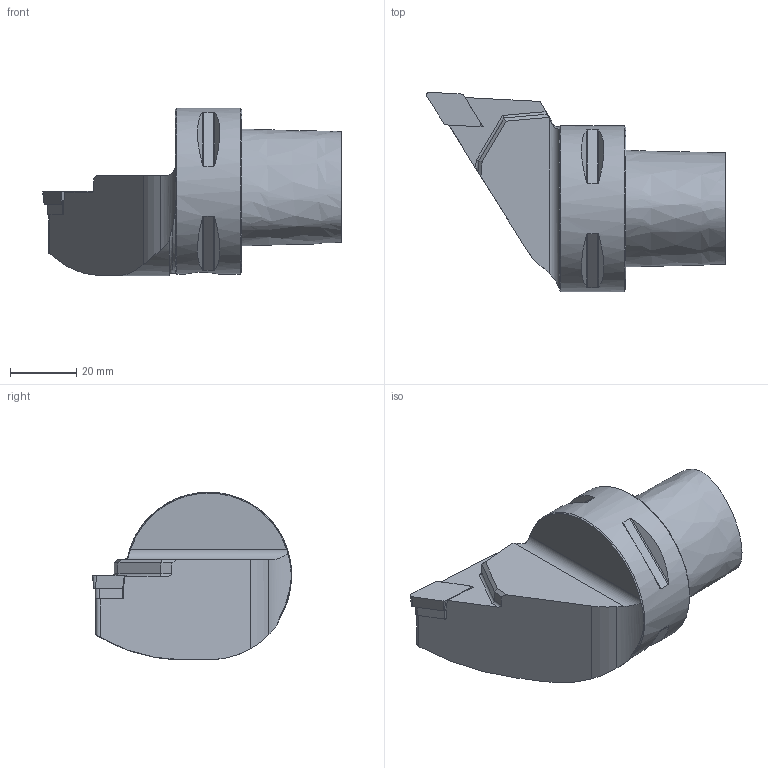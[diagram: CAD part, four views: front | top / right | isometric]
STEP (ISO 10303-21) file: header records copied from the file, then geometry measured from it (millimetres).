
FILE_DESCRIPTION(/* description */ (''),/* implementation_level */ '2;1');
FILE_NAME(/* name */ 'AC5 SDJCL 35060 11 H.stp',/* time_stamp */ '2024-12-09T16:21:26+03:00',/* author */ (''),/* organization */ (''),/* preprocessor_version */ 'ST-DEVELOPER v19.4',/* originating_system */ 'SIEMENS PLM Software NX2306.5001',/* authorisation */ '');
FILE_SCHEMA (('AUTOMOTIVE_DESIGN { 1 0 10303 214 3 1 1 1 }'));
Length unit declared in the file: millimetre
Products named in the file (1): AC5 SDJCR 35060 11 H-katalog_objects
Bounding box: 90 x 60 x 50.5 mm (x, y, z)
Volume: 94774.4 mm3; surface area: 14641.5 mm2
Topology: 2 solids, 2 shells, 78 faces, 199 edges, 130 vertices
Faces by surface type: plane 39, cylinder 28, cone 7, torus 2, bspline 2
Full cylindrical faces by diameter (mm): 4 x1, 10 x1, 50 x1
Entity records: 3062 total; most frequent: CARTESIAN_POINT 1188, ORIENTED_EDGE 364, DIRECTION 339, EDGE_CURVE 182, VERTEX_POINT 124, AXIS2_PLACEMENT_3D 124, EDGE_LOOP 93, LINE 91
